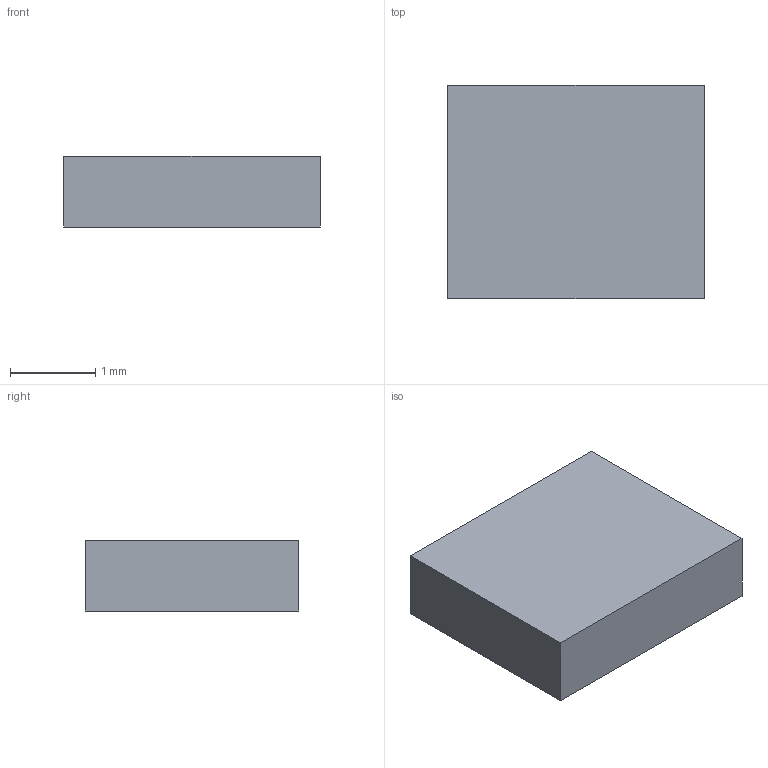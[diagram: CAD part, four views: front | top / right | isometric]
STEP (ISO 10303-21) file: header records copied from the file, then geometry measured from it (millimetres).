
FILE_DESCRIPTION(('CAx-IF Rec.Pracs.---Model Styling and Organization---1.5---2016-08-15','CAx-IF Rec.Pracs.---Geometric and Assembly Validation Properties---4.4---2016-08-17','CAx-IF Rec.Pracs.---User Defined Attributes---1.5---2016-08-15','CAx-IF Rec.Pracs.---External References---2.1---2005-01-19'),'2;1');
FILE_NAME('17101253.step','2024-04-08T17:22:54',('Unspecified'),('Unspecified'),'CAD Exchanger 3.10.2 (cadexchanger.com)','Unspecified','');
FILE_SCHEMA(('AUTOMOTIVE_DESIGN { 1 0 10303 214 1 1 1 1 }'));
Length unit declared in the file: millimetre
Products named in the file (1): BMI323
Bounding box: 3 x 2.5 x 0.84 mm (x, y, z)
Volume: 6.2 mm3; surface area: 24.3 mm2
Topology: 1 solids, 1 shells, 81 faces, 192 edges, 128 vertices
Faces by surface type: plane 81
Entity records: 2945 total; most frequent: CARTESIAN_POINT 402, ORIENTED_EDGE 384, DIRECTION 356, EDGE_CURVE 192, LINE 192, VECTOR 192, VERTEX_POINT 128, FACE_BOUND 96
